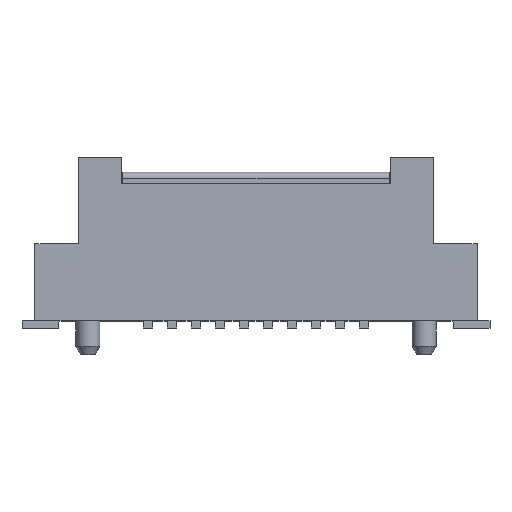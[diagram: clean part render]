
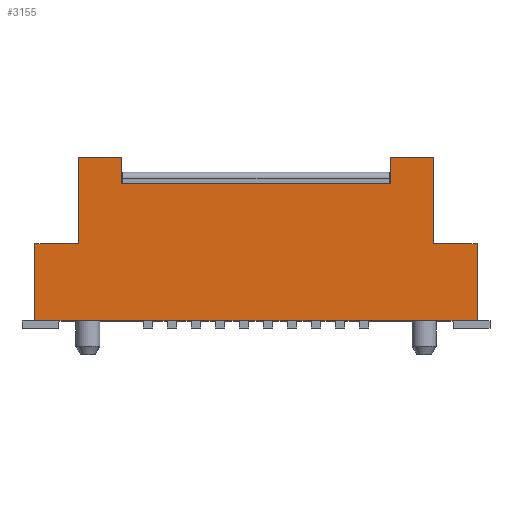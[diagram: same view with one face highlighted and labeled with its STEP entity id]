
A CAD part, top view. The second image highlights one B-rep face of the part: STEP entity #3155.
In plain terms, the highlighted planar face has unit normal (0, 0, 1).
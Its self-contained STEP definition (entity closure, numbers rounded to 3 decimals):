
#21=DIRECTION('',(1.,0.,0.));
#22=VECTOR('',#21,2.25);
#23=CARTESIAN_POINT('',(2.35,0.,2.55));
#24=LINE('4308',#23,#22);
#91=DIRECTION('',(0.,1.,0.));
#92=VECTOR('',#91,1.6);
#93=CARTESIAN_POINT('',(4.6,0.,2.55));
#94=LINE('3785',#93,#92);
#99=DIRECTION('',(1.,0.,0.));
#100=VECTOR('',#99,0.2);
#101=CARTESIAN_POINT('',(2.15,0.,2.55));
#102=LINE('4260',#101,#100);
#103=DIRECTION('',(1.,0.,0.));
#104=VECTOR('',#103,0.2);
#105=CARTESIAN_POINT('',(1.65,0.,2.55));
#106=LINE('4242',#105,#104);
#107=DIRECTION('',(1.,0.,0.));
#108=VECTOR('',#107,0.2);
#109=CARTESIAN_POINT('',(1.15,0.,2.55));
#110=LINE('4224',#109,#108);
#111=DIRECTION('',(1.,0.,0.));
#112=VECTOR('',#111,0.2);
#113=CARTESIAN_POINT('',(0.65,0.,2.55));
#114=LINE('4206',#113,#112);
#115=DIRECTION('',(1.,0.,0.));
#116=VECTOR('',#115,0.2);
#117=CARTESIAN_POINT('',(0.15,0.,2.55));
#118=LINE('4188',#117,#116);
#119=DIRECTION('',(1.,0.,0.));
#120=VECTOR('',#119,0.2);
#121=CARTESIAN_POINT('',(-0.35,0.,2.55));
#122=LINE('4170',#121,#120);
#123=DIRECTION('',(1.,0.,0.));
#124=VECTOR('',#123,0.2);
#125=CARTESIAN_POINT('',(-0.85,0.,2.55));
#126=LINE('4152',#125,#124);
#127=DIRECTION('',(1.,0.,0.));
#128=VECTOR('',#127,0.2);
#129=CARTESIAN_POINT('',(-1.35,0.,2.55));
#130=LINE('4134',#129,#128);
#131=DIRECTION('',(1.,0.,0.));
#132=VECTOR('',#131,0.2);
#133=CARTESIAN_POINT('',(-1.85,0.,2.55));
#134=LINE('4116',#133,#132);
#135=DIRECTION('',(1.,0.,0.));
#136=VECTOR('',#135,0.2);
#137=CARTESIAN_POINT('',(-2.35,0.,2.55));
#138=LINE('4098',#137,#136);
#139=DIRECTION('',(0.,1.,0.));
#140=VECTOR('',#139,1.6);
#141=CARTESIAN_POINT('',(-4.6,0.,2.55));
#142=LINE('3786',#141,#140);
#143=DIRECTION('',(1.,0.,0.));
#144=VECTOR('',#143,0.9);
#145=CARTESIAN_POINT('',(-4.6,1.6,2.55));
#146=LINE('3781',#145,#144);
#147=DIRECTION('',(0.,-1.,0.));
#148=VECTOR('',#147,1.8);
#149=CARTESIAN_POINT('',(-3.7,3.4,2.55));
#150=LINE('3783',#149,#148);
#151=DIRECTION('',(0.,-1.,0.));
#152=VECTOR('',#151,0.55);
#153=CARTESIAN_POINT('',(-2.8,3.4,2.55));
#154=LINE('3821',#153,#152);
#155=DIRECTION('',(-1.,0.,0.));
#156=VECTOR('',#155,5.6);
#157=CARTESIAN_POINT('',(2.8,2.85,2.55));
#158=LINE('3819',#157,#156);
#159=DIRECTION('',(0.,-1.,0.));
#160=VECTOR('',#159,0.55);
#161=CARTESIAN_POINT('',(2.8,3.4,2.55));
#162=LINE('3820',#161,#160);
#163=DIRECTION('',(0.,-1.,0.));
#164=VECTOR('',#163,1.8);
#165=CARTESIAN_POINT('',(3.7,3.4,2.55));
#166=LINE('3784',#165,#164);
#167=DIRECTION('',(1.,0.,0.));
#168=VECTOR('',#167,0.9);
#169=CARTESIAN_POINT('',(3.7,1.6,2.55));
#170=LINE('3782',#169,#168);
#850=DIRECTION('',(1.,0.,0.));
#851=VECTOR('',#850,0.9);
#852=CARTESIAN_POINT('',(2.8,3.4,2.55));
#853=LINE('3828',#852,#851);
#987=DIRECTION('',(1.,0.,0.));
#988=VECTOR('',#987,0.9);
#989=CARTESIAN_POINT('',(-3.7,3.4,2.55));
#990=LINE('3827',#989,#988);
#1452=DIRECTION('',(1.,0.,0.));
#1453=VECTOR('',#1452,2.25);
#1454=CARTESIAN_POINT('',(-4.6,0.,2.55));
#1455=LINE('4288',#1454,#1453);
#1530=DIRECTION('',(1.,0.,0.));
#1531=VECTOR('',#1530,0.3);
#1532=CARTESIAN_POINT('',(-2.15,0.,2.55));
#1533=LINE('4290',#1532,#1531);
#1566=DIRECTION('',(1.,0.,0.));
#1567=VECTOR('',#1566,0.3);
#1568=CARTESIAN_POINT('',(-1.65,0.,2.55));
#1569=LINE('4292',#1568,#1567);
#1602=DIRECTION('',(1.,0.,0.));
#1603=VECTOR('',#1602,0.3);
#1604=CARTESIAN_POINT('',(-1.15,0.,2.55));
#1605=LINE('4294',#1604,#1603);
#1638=DIRECTION('',(1.,0.,0.));
#1639=VECTOR('',#1638,0.3);
#1640=CARTESIAN_POINT('',(-0.65,0.,2.55));
#1641=LINE('4296',#1640,#1639);
#1674=DIRECTION('',(1.,0.,0.));
#1675=VECTOR('',#1674,0.3);
#1676=CARTESIAN_POINT('',(-0.15,0.,2.55));
#1677=LINE('4298',#1676,#1675);
#1710=DIRECTION('',(1.,0.,0.));
#1711=VECTOR('',#1710,0.3);
#1712=CARTESIAN_POINT('',(0.35,0.,2.55));
#1713=LINE('4300',#1712,#1711);
#1746=DIRECTION('',(1.,0.,0.));
#1747=VECTOR('',#1746,0.3);
#1748=CARTESIAN_POINT('',(0.85,0.,2.55));
#1749=LINE('4302',#1748,#1747);
#1782=DIRECTION('',(1.,0.,0.));
#1783=VECTOR('',#1782,0.3);
#1784=CARTESIAN_POINT('',(1.35,0.,2.55));
#1785=LINE('4304',#1784,#1783);
#1818=DIRECTION('',(1.,0.,0.));
#1819=VECTOR('',#1818,0.3);
#1820=CARTESIAN_POINT('',(1.85,0.,2.55));
#1821=LINE('4307',#1820,#1819);
#2283=CARTESIAN_POINT('',(-4.6,1.6,2.55));
#2284=CARTESIAN_POINT('',(-3.7,1.6,2.55));
#2285=VERTEX_POINT('',#2283);
#2286=VERTEX_POINT('',#2284);
#2287=CARTESIAN_POINT('',(3.7,1.6,2.55));
#2288=CARTESIAN_POINT('',(4.6,1.6,2.55));
#2289=VERTEX_POINT('',#2287);
#2290=VERTEX_POINT('',#2288);
#2291=CARTESIAN_POINT('',(-3.7,3.4,2.55));
#2292=VERTEX_POINT('',#2291);
#2293=CARTESIAN_POINT('',(3.7,3.4,2.55));
#2294=VERTEX_POINT('',#2293);
#2295=CARTESIAN_POINT('',(4.6,0.,2.55));
#2296=VERTEX_POINT('',#2295);
#2297=CARTESIAN_POINT('',(-4.6,0.,2.55));
#2298=VERTEX_POINT('',#2297);
#2355=CARTESIAN_POINT('',(2.8,2.85,2.55));
#2356=CARTESIAN_POINT('',(-2.8,2.85,2.55));
#2357=VERTEX_POINT('',#2355);
#2358=VERTEX_POINT('',#2356);
#2359=CARTESIAN_POINT('',(2.8,3.4,2.55));
#2360=VERTEX_POINT('',#2359);
#2361=CARTESIAN_POINT('',(-2.8,3.4,2.55));
#2362=VERTEX_POINT('',#2361);
#2690=CARTESIAN_POINT('',(-2.35,0.,2.55));
#2692=VERTEX_POINT('',#2690);
#2694=CARTESIAN_POINT('',(-2.15,0.,2.55));
#2696=VERTEX_POINT('',#2694);
#2714=CARTESIAN_POINT('',(-1.85,0.,2.55));
#2716=VERTEX_POINT('',#2714);
#2718=CARTESIAN_POINT('',(-1.65,0.,2.55));
#2720=VERTEX_POINT('',#2718);
#2738=CARTESIAN_POINT('',(-1.35,0.,2.55));
#2740=VERTEX_POINT('',#2738);
#2742=CARTESIAN_POINT('',(-1.15,0.,2.55));
#2744=VERTEX_POINT('',#2742);
#2762=CARTESIAN_POINT('',(-0.85,0.,2.55));
#2764=VERTEX_POINT('',#2762);
#2766=CARTESIAN_POINT('',(-0.65,0.,2.55));
#2768=VERTEX_POINT('',#2766);
#2786=CARTESIAN_POINT('',(-0.35,0.,2.55));
#2788=VERTEX_POINT('',#2786);
#2790=CARTESIAN_POINT('',(-0.15,0.,2.55));
#2792=VERTEX_POINT('',#2790);
#2810=CARTESIAN_POINT('',(0.15,0.,2.55));
#2812=VERTEX_POINT('',#2810);
#2814=CARTESIAN_POINT('',(0.35,0.,2.55));
#2816=VERTEX_POINT('',#2814);
#2834=CARTESIAN_POINT('',(0.65,0.,2.55));
#2836=VERTEX_POINT('',#2834);
#2838=CARTESIAN_POINT('',(0.85,0.,2.55));
#2840=VERTEX_POINT('',#2838);
#2858=CARTESIAN_POINT('',(1.15,0.,2.55));
#2860=VERTEX_POINT('',#2858);
#2862=CARTESIAN_POINT('',(1.35,0.,2.55));
#2864=VERTEX_POINT('',#2862);
#2882=CARTESIAN_POINT('',(1.65,0.,2.55));
#2884=VERTEX_POINT('',#2882);
#2886=CARTESIAN_POINT('',(1.85,0.,2.55));
#2888=VERTEX_POINT('',#2886);
#2906=CARTESIAN_POINT('',(2.15,0.,2.55));
#2908=VERTEX_POINT('',#2906);
#2910=CARTESIAN_POINT('',(2.35,0.,2.55));
#2912=VERTEX_POINT('',#2910);
#3086=CARTESIAN_POINT('',(-4.6,0.,2.55));
#3087=DIRECTION('',(0.,0.,1.));
#3088=DIRECTION('',(1.,0.,0.));
#3089=AXIS2_PLACEMENT_3D('',#3086,#3087,#3088);
#3090=PLANE('3580',#3089);
#3092=ORIENTED_EDGE('4260',*,*,#3091,.F.);
#3094=ORIENTED_EDGE('4307',*,*,#3093,.F.);
#3096=ORIENTED_EDGE('4242',*,*,#3095,.F.);
#3098=ORIENTED_EDGE('4304',*,*,#3097,.F.);
#3100=ORIENTED_EDGE('4224',*,*,#3099,.F.);
#3102=ORIENTED_EDGE('4302',*,*,#3101,.F.);
#3104=ORIENTED_EDGE('4206',*,*,#3103,.F.);
#3106=ORIENTED_EDGE('4300',*,*,#3105,.F.);
#3108=ORIENTED_EDGE('4188',*,*,#3107,.F.);
#3110=ORIENTED_EDGE('4298',*,*,#3109,.F.);
#3112=ORIENTED_EDGE('4170',*,*,#3111,.F.);
#3114=ORIENTED_EDGE('4296',*,*,#3113,.F.);
#3116=ORIENTED_EDGE('4152',*,*,#3115,.F.);
#3118=ORIENTED_EDGE('4294',*,*,#3117,.F.);
#3120=ORIENTED_EDGE('4134',*,*,#3119,.F.);
#3122=ORIENTED_EDGE('4292',*,*,#3121,.F.);
#3124=ORIENTED_EDGE('4116',*,*,#3123,.F.);
#3126=ORIENTED_EDGE('4290',*,*,#3125,.F.);
#3128=ORIENTED_EDGE('4098',*,*,#3127,.F.);
#3130=ORIENTED_EDGE('4288',*,*,#3129,.F.);
#3132=ORIENTED_EDGE('3786',*,*,#3131,.T.);
#3134=ORIENTED_EDGE('3781',*,*,#3133,.T.);
#3136=ORIENTED_EDGE('3783',*,*,#3135,.F.);
#3138=ORIENTED_EDGE('3827',*,*,#3137,.T.);
#3140=ORIENTED_EDGE('3821',*,*,#3139,.T.);
#3142=ORIENTED_EDGE('3819',*,*,#3141,.F.);
#3144=ORIENTED_EDGE('3820',*,*,#3143,.F.);
#3146=ORIENTED_EDGE('3828',*,*,#3145,.T.);
#3148=ORIENTED_EDGE('3784',*,*,#3147,.T.);
#3150=ORIENTED_EDGE('3782',*,*,#3149,.T.);
#3151=ORIENTED_EDGE('3785',*,*,#3076,.F.);
#3152=ORIENTED_EDGE('4308',*,*,#2968,.F.);
#3153=EDGE_LOOP('3580',(#3092,#3094,#3096,#3098,#3100,#3102,#3104,#3106,#3108,
#3110,#3112,#3114,#3116,#3118,#3120,#3122,#3124,#3126,#3128,#3130,#3132,#3134,
#3136,#3138,#3140,#3142,#3144,#3146,#3148,#3150,#3151,#3152));
#3154=FACE_OUTER_BOUND('3580',#3153,.F.);
#3155=ADVANCED_FACE('3580',(#3154),#3090,.T.);
#2968=EDGE_CURVE('4308',#2912,#2296,#24,.T.);
#3076=EDGE_CURVE('3785',#2296,#2290,#94,.T.);
#3091=EDGE_CURVE('4260',#2908,#2912,#102,.T.);
#3093=EDGE_CURVE('4307',#2888,#2908,#1821,.T.);
#3095=EDGE_CURVE('4242',#2884,#2888,#106,.T.);
#3097=EDGE_CURVE('4304',#2864,#2884,#1785,.T.);
#3099=EDGE_CURVE('4224',#2860,#2864,#110,.T.);
#3101=EDGE_CURVE('4302',#2840,#2860,#1749,.T.);
#3103=EDGE_CURVE('4206',#2836,#2840,#114,.T.);
#3105=EDGE_CURVE('4300',#2816,#2836,#1713,.T.);
#3107=EDGE_CURVE('4188',#2812,#2816,#118,.T.);
#3109=EDGE_CURVE('4298',#2792,#2812,#1677,.T.);
#3111=EDGE_CURVE('4170',#2788,#2792,#122,.T.);
#3113=EDGE_CURVE('4296',#2768,#2788,#1641,.T.);
#3115=EDGE_CURVE('4152',#2764,#2768,#126,.T.);
#3117=EDGE_CURVE('4294',#2744,#2764,#1605,.T.);
#3119=EDGE_CURVE('4134',#2740,#2744,#130,.T.);
#3121=EDGE_CURVE('4292',#2720,#2740,#1569,.T.);
#3123=EDGE_CURVE('4116',#2716,#2720,#134,.T.);
#3125=EDGE_CURVE('4290',#2696,#2716,#1533,.T.);
#3127=EDGE_CURVE('4098',#2692,#2696,#138,.T.);
#3129=EDGE_CURVE('4288',#2298,#2692,#1455,.T.);
#3131=EDGE_CURVE('3786',#2298,#2285,#142,.T.);
#3133=EDGE_CURVE('3781',#2285,#2286,#146,.T.);
#3135=EDGE_CURVE('3783',#2292,#2286,#150,.T.);
#3137=EDGE_CURVE('3827',#2292,#2362,#990,.T.);
#3139=EDGE_CURVE('3821',#2362,#2358,#154,.T.);
#3141=EDGE_CURVE('3819',#2357,#2358,#158,.T.);
#3143=EDGE_CURVE('3820',#2360,#2357,#162,.T.);
#3145=EDGE_CURVE('3828',#2360,#2294,#853,.T.);
#3147=EDGE_CURVE('3784',#2294,#2289,#166,.T.);
#3149=EDGE_CURVE('3782',#2289,#2290,#170,.T.);
